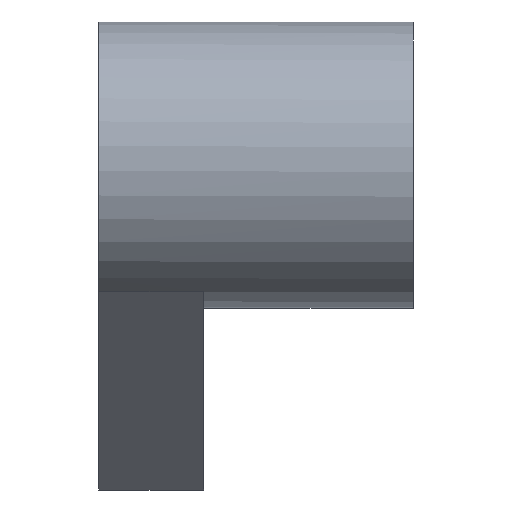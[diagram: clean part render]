
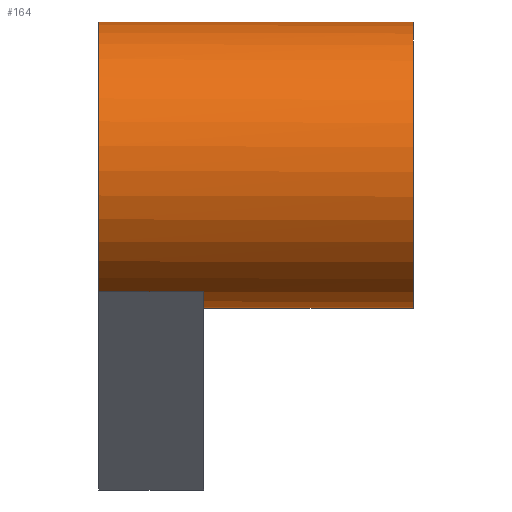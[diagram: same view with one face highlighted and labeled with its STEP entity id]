
A CAD part, left-side view. The second image highlights one B-rep face of the part: STEP entity #164.
In plain terms, the highlighted cylindrical face has radius 4.851 mm (diameter 9.703 mm), a partial arc.
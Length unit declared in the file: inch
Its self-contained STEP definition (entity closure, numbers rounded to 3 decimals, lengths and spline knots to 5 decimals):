
#17=CYLINDRICAL_SURFACE('',#194,0.191);
#27=FACE_OUTER_BOUND('',#37,.T.);
#37=EDGE_LOOP('',(#140,#141,#142,#143,#144,#145,#146,#147));
#43=LINE('',#262,#56);
#49=LINE('',#273,#62);
#51=LINE('',#286,#64);
#52=LINE('',#287,#65);
#56=VECTOR('',#212,0.3937);
#62=VECTOR('',#222,0.3937);
#64=VECTOR('',#238,0.3937);
#65=VECTOR('',#239,0.3937);
#66=CIRCLE('',#181,0.191);
#68=CIRCLE('',#183,0.191);
#69=CIRCLE('',#188,0.191);
#73=CIRCLE('',#195,0.191);
#74=VERTEX_POINT('',#248);
#75=VERTEX_POINT('',#249);
#76=VERTEX_POINT('',#251);
#77=VERTEX_POINT('',#253);
#80=VERTEX_POINT('',#261);
#83=VERTEX_POINT('',#271);
#86=VERTEX_POINT('',#283);
#87=VERTEX_POINT('',#284);
#88=EDGE_CURVE('',#74,#75,#66,.T.);
#90=EDGE_CURVE('',#76,#77,#68,.T.);
#94=EDGE_CURVE('',#77,#80,#43,.T.);
#100=EDGE_CURVE('',#74,#83,#49,.T.);
#101=EDGE_CURVE('',#80,#83,#69,.T.);
#106=EDGE_CURVE('',#86,#76,#51,.T.);
#107=EDGE_CURVE('',#87,#75,#52,.T.);
#108=EDGE_CURVE('',#86,#87,#73,.T.);
#140=ORIENTED_EDGE('',*,*,#108,.T.);
#141=ORIENTED_EDGE('',*,*,#107,.T.);
#142=ORIENTED_EDGE('',*,*,#88,.F.);
#143=ORIENTED_EDGE('',*,*,#100,.T.);
#144=ORIENTED_EDGE('',*,*,#101,.F.);
#145=ORIENTED_EDGE('',*,*,#94,.F.);
#146=ORIENTED_EDGE('',*,*,#90,.F.);
#147=ORIENTED_EDGE('',*,*,#106,.F.);
#164=ADVANCED_FACE('',(#27),#17,.T.);
#181=AXIS2_PLACEMENT_3D('',#250,#201,#202);
#183=AXIS2_PLACEMENT_3D('',#254,#205,#206);
#188=AXIS2_PLACEMENT_3D('',#275,#225,#226);
#194=AXIS2_PLACEMENT_3D('',#288,#240,#241);
#195=AXIS2_PLACEMENT_3D('',#289,#242,#243);
#201=DIRECTION('center_axis',(0.,1.,0.));
#202=DIRECTION('ref_axis',(-1.,0.,0.));
#205=DIRECTION('center_axis',(0.,1.,0.));
#206=DIRECTION('ref_axis',(-1.,0.,0.));
#212=DIRECTION('',(0.,1.,0.));
#222=DIRECTION('',(0.,1.,0.));
#225=DIRECTION('center_axis',(0.,1.,0.));
#226=DIRECTION('ref_axis',(0.209,0.,-0.978));
#238=DIRECTION('',(0.,1.,0.));
#239=DIRECTION('',(0.,1.,0.));
#240=DIRECTION('center_axis',(0.,1.,0.));
#241=DIRECTION('ref_axis',(-0.395,0.,0.919));
#242=DIRECTION('center_axis',(0.,1.,0.));
#243=DIRECTION('ref_axis',(-1.,0.,0.));
#248=CARTESIAN_POINT('',(-2.37448,0.25177,5.9135));
#249=CARTESIAN_POINT('',(-2.35524,0.25177,5.58707));
#250=CARTESIAN_POINT('Origin',(-2.46343,0.25177,5.74448));
#251=CARTESIAN_POINT('',(-2.42348,0.25177,5.5577));
#253=CARTESIAN_POINT('',(-2.55238,0.25177,5.57545));
#254=CARTESIAN_POINT('Origin',(-2.46343,0.25177,5.74448));
#261=CARTESIAN_POINT('',(-2.55238,0.39177,5.57545));
#262=CARTESIAN_POINT('',(-2.55238,0.25177,5.57545));
#271=CARTESIAN_POINT('',(-2.37448,0.39177,5.9135));
#273=CARTESIAN_POINT('',(-2.37448,0.25177,5.9135));
#275=CARTESIAN_POINT('Origin',(-2.46343,0.39177,5.74448));
#283=CARTESIAN_POINT('',(-2.42348,-0.02823,5.5577));
#284=CARTESIAN_POINT('',(-2.35524,-0.02823,5.58707));
#286=CARTESIAN_POINT('',(-2.42348,-0.02823,5.5577));
#287=CARTESIAN_POINT('',(-2.35524,-0.02823,5.58707));
#288=CARTESIAN_POINT('Origin',(-2.46343,-0.02823,5.74448));
#289=CARTESIAN_POINT('Origin',(-2.46343,-0.02823,5.74448));
